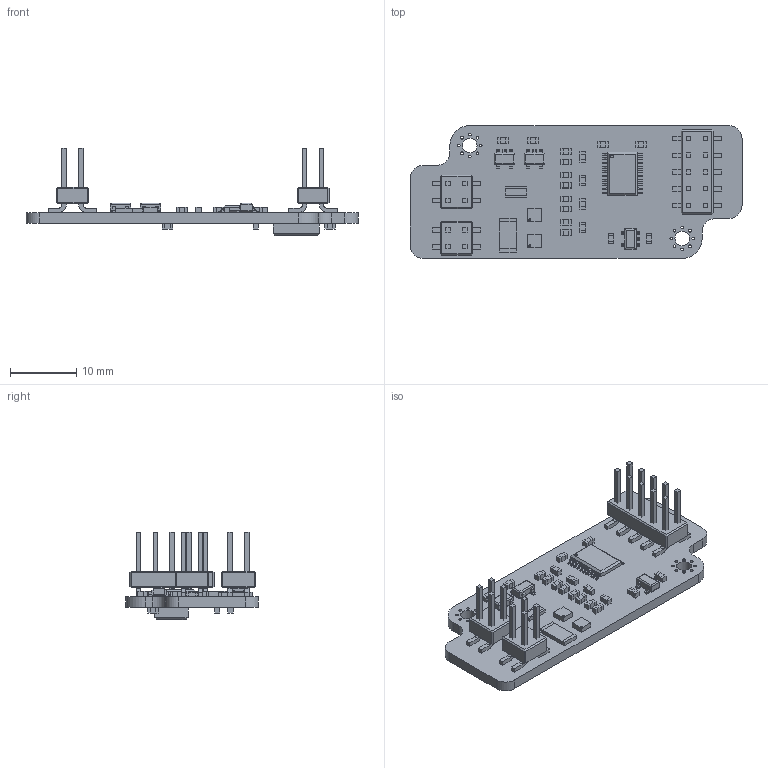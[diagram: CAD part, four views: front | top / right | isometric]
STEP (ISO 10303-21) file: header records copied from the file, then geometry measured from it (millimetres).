
FILE_DESCRIPTION(('KiCad electronic assembly'),'2;1');
FILE_NAME('current-monitor.step','2020-12-06T21:17:14',('An Author'),( 'A Company'),'Open CASCADE STEP processor 7.4', 'KiCad to STEP converter','Unknown');
FILE_SCHEMA(('AUTOMOTIVE_DESIGN { 1 0 10303 214 1 1 1 1 }'));
Length unit declared in the file: millimetre
Products named in the file (37): Open CASCADE STEP translator 7.4 1; R_0603; SOLID; CB3LV-3I-8M192000; R_2010; header_smd_2_54_2x2; COMPOUND; INA381-WSON; R_0612; header_smd_2_54_2x5; C_0603; ZXCT1110W5-7; ADS131M04
Assembly tree (60 placements, depth 3):
  Open CASCADE STEP translator 7.4 1
    R_0603  x12
      SOLID
    CB3LV-3I-8M192000
      SOLID
    R_2010
      SOLID
      SOLID
      SOLID
    header_smd_2_54_2x2  x2
      SOLID
      COMPOUND
      COMPOUND
    INA381-WSON  x2
      SOLID
    R_0612
      SOLID
      SOLID
      SOLID
    header_smd_2_54_2x5
      COMPOUND
      COMPOUND
      SOLID
    C_0603  x10
      SOLID
    ZXCT1110W5-7  x3
      SOLID
      SOLID
      SOLID
      SOLID
      SOLID
      SOLID
    ADS131M04
      COMPOUND
      COMPOUND
      SOLID
    COMPOUND
Bounding box: 50 x 20 x 13.15 mm (x, y, z)
Volume: 1975.6 mm3; surface area: 3546.3 mm2
Topology: 92 solids, 92 shells, 1112 faces, 2491 edges, 1566 vertices
Faces by surface type: plane 913, cylinder 199
Full cylindrical faces by diameter (mm): 0.3 x2, 0.4 x17, 2.2 x2
Entity records: 39339 total; most frequent: CARTESIAN_POINT 7111, DIRECTION 5804, LINE 3660, VECTOR 3660, ORIENTED_EDGE 2952, PCURVE 2952, DEFINITIONAL_REPRESENTATION 2952, EDGE_CURVE 1476
